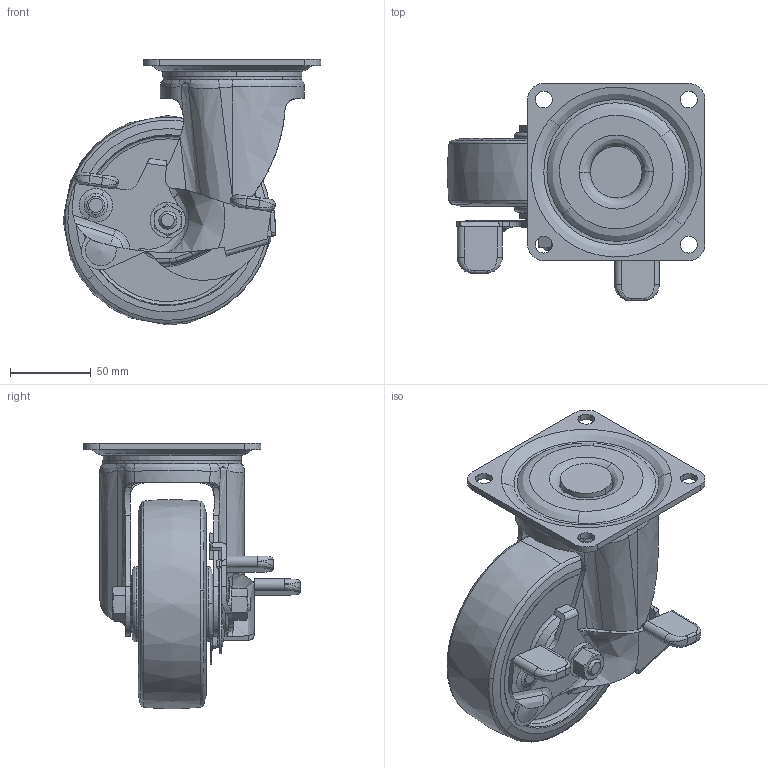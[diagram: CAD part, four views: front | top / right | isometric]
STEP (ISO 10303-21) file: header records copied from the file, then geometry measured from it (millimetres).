
FILE_DESCRIPTION((''),'2;1');
FILE_NAME('','2009-03-19T14:33:03',(''),(''),'','CADfix','');
FILE_SCHEMA(('AUTOMOTIVE_DESIGN { 1 0 10303 214 1 1 1 1 }'));
Length unit declared in the file: millimetre
Bounding box: 160 x 134.6 x 164.99 mm (x, y, z)
Volume: 691665.2 mm3; surface area: 159222.9 mm2
Topology: 7 solids, 7 shells, 458 faces, 1335 edges, 912 vertices
Faces by surface type: bspline 458
Entity records: 22816 total; most frequent: CARTESIAN_POINT 15495, ORIENTED_EDGE 2664, EDGE_CURVE 1332, VERTEX_POINT 912, EDGE_LOOP 504, FACE_OUTER_BOUND 458, ADVANCED_FACE 458, QUASI_UNIFORM_CURVE 437
